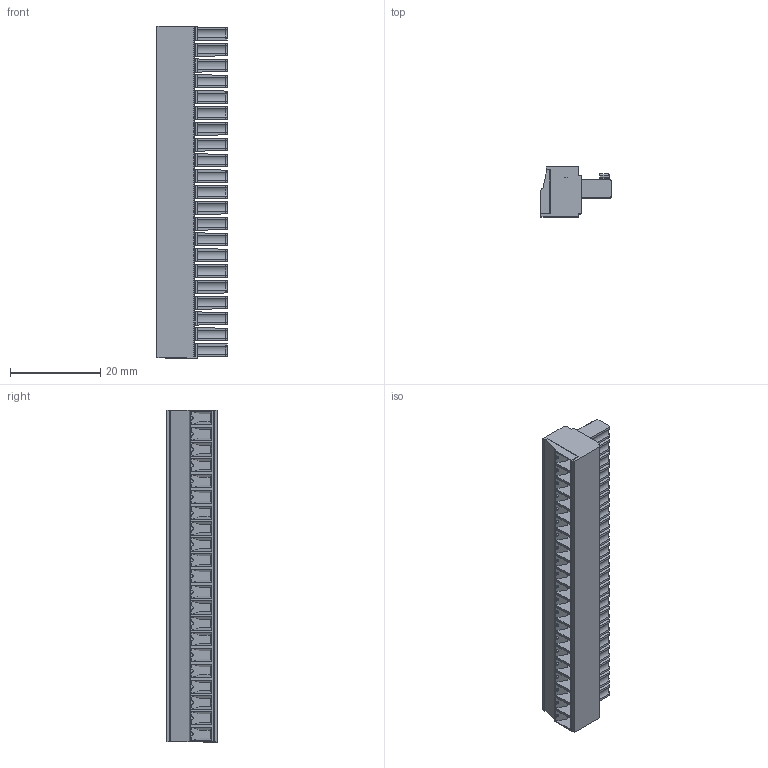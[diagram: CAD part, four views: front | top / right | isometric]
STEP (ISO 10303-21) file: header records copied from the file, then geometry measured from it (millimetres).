
FILE_DESCRIPTION(('STEP AP214'),'1');
FILE_NAME('SH11-7.stp','2018-11-19T08:59:57',(' '),(' '),'Spatial InterOp 3D',' ',' ');
FILE_SCHEMA(('AUTOMOTIVE_DESIGN { 1 0 10303 214 1 1 1 1 }'));
Length unit declared in the file: metre
Products named in the file (1): 1
Bounding box: 15.5 x 11.1 x 73.5 mm (x, y, z)
Volume: 6727.5 mm3; surface area: 8177.3 mm2
Topology: 1 solids, 1 shells, 1601 faces, 4251 edges, 2713 vertices
Faces by surface type: plane 1081, cylinder 372, cone 63, torus 43, sphere 42
Full cylindrical faces by diameter (mm): 1.2 x21, 1.8 x10, 2.8 x21, 3 x21
Entity records: 60921 total; most frequent: CARTESIAN_POINT 9147, ORIENTED_EDGE 7994, DIRECTION 7931, EDGE_CURVE 3997, LINE 3003, VECTOR 3003, VERTEX_POINT 2637, AXIS2_PLACEMENT_3D 2464
